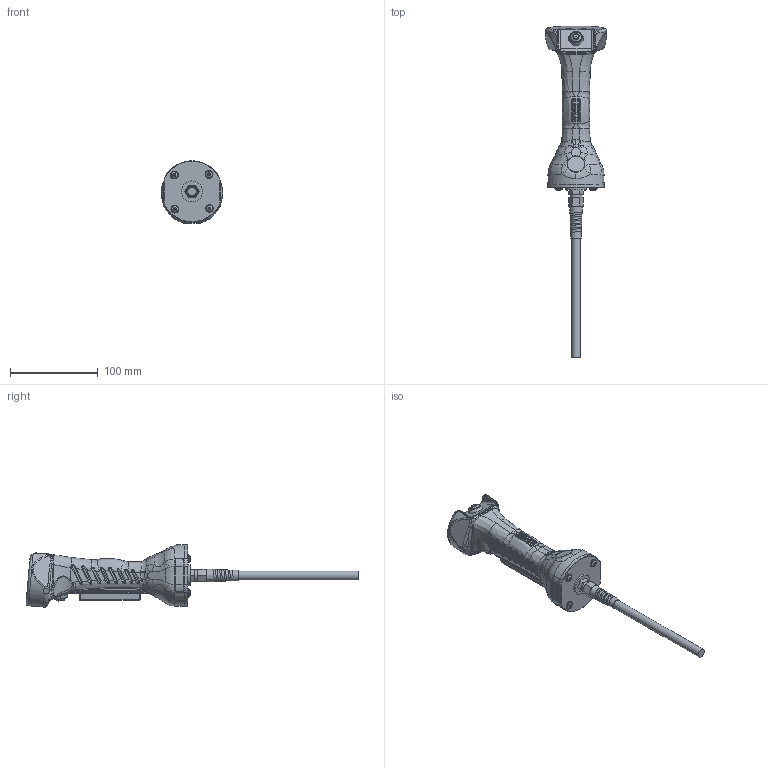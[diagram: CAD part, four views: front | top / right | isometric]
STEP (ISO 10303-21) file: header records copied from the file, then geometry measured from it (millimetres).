
FILE_DESCRIPTION (( 'STEP AP214' ), '1' );
FILE_NAME ('ZEUS01-130400.STEP', '2022-06-29T09:00:06', ( '' ), ( '' ), 'SwSTEP 2.0', 'SolidWorks 2021', '' );
FILE_SCHEMA (( 'AUTOMOTIVE_DESIGN' ));
Length unit declared in the file: inch
Products named in the file (1): ZEUS01-130400
Bounding box: 70 x 379.12 x 71.21 mm (x, y, z)
Volume: 391377.3 mm3; surface area: 85293.2 mm2
Topology: 19 solids, 19 shells, 1614 faces, 3988 edges, 2500 vertices
Faces by surface type: plane 622, cylinder 513, bspline 428, cone 51
Full cylindrical faces by diameter (mm): 1 x6, 2.5 x2, 2.8 x2, 4 x4, 4.05 x2, 4.2 x2, 4.3 x4, 4.4 x2, 4.5 x4, 4.572 x2, 5 x4, 5.2 x2, 6 x2, 7.5 x4, 7.6 x2, 8.4 x2, 8.6 x2, 8.7 x2, 9 x4, 9.45 x2, 9.5 x2, 10 x2, 10.3 x2, 10.6 x1, 11 x2, 11.7 x3, 12 x2, 12.4 x2, 13 x1, 14 x1
Entity records: 85670 total; most frequent: CARTESIAN_POINT 52012, ORIENTED_EDGE 7640, DIRECTION 5644, EDGE_CURVE 3820, VERTEX_POINT 2454, AXIS2_PLACEMENT_3D 2038, EDGE_LOOP 1864, FACE_OUTER_BOUND 1705
